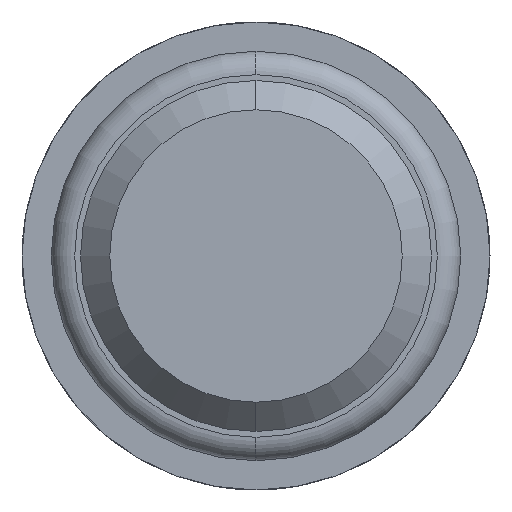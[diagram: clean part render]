
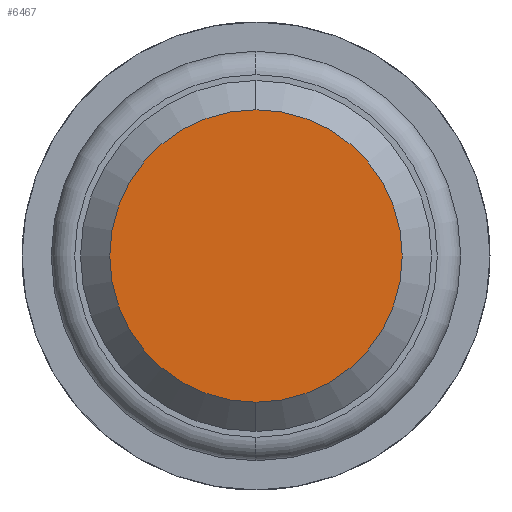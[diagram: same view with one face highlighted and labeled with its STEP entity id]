
A CAD part, front view. The second image highlights one B-rep face of the part: STEP entity #6467.
In plain terms, the highlighted planar face has unit normal (0, -1, 0).
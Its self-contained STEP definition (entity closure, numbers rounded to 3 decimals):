
#157 = EDGE_CURVE ( 'Defeature ausgef�hrt3_4+Defeature ausgef�hrt3_3+Defeature ausgef�hrt3_3+Defeature ausgef�hrt3_3', #2091, #1782, #6668, .T. ) ;
#344 = DIRECTION ( 'NONE',  ( 0., 0., 1. ) ) ;
#952 = CARTESIAN_POINT ( 'NONE',  ( 0., -34.6, -1.25 ) ) ;
#1230 = FACE_OUTER_BOUND ( 'NONE', #2595, .T. ) ;
#1782 = VERTEX_POINT ( 'NONE', #952 ) ;
#1806 = DIRECTION ( 'NONE',  ( 0., -1., 0. ) ) ;
#2091 = VERTEX_POINT ( 'NONE', #3538 ) ;
#2595 = EDGE_LOOP ( 'NONE', ( #3502, #6616 ) ) ;
#2729 = AXIS2_PLACEMENT_3D ( 'NONE', #3566, #1806, #4598 ) ;
#3122 = AXIS2_PLACEMENT_3D ( 'NONE', #5824, #3657, #344 ) ;
#3502 = ORIENTED_EDGE ( 'NONE', *, *, #157, .T. ) ;
#3538 = CARTESIAN_POINT ( 'NONE',  ( 0., -34.6, 1.25 ) ) ;
#3566 = CARTESIAN_POINT ( 'NONE',  ( 0., -34.6, 0. ) ) ;
#3657 = DIRECTION ( 'NONE',  ( 0., -1., 0. ) ) ;
#3917 = CARTESIAN_POINT ( 'NONE',  ( 0., -34.6, 0. ) ) ;
#4598 = DIRECTION ( 'NONE',  ( 0., 0., 1. ) ) ;
#5612 = DIRECTION ( 'NONE',  ( 0., 1., 0. ) ) ;
#5739 = EDGE_CURVE ( 'Defeature ausgef�hrt3_4+Defeature ausgef�hrt3_3+Defeature ausgef�hrt3_3+Defeature ausgef�hrt3_3', #1782, #2091, #6560, .T. ) ;
#5824 = CARTESIAN_POINT ( 'NONE',  ( 0., -34.6, 0. ) ) ;
#6363 = AXIS2_PLACEMENT_3D ( 'NONE', #3917, #5612, #7218 ) ;
#6467 = ADVANCED_FACE ( 'Defeature ausgef�hrt3_4', ( #1230 ), #7259, .F. ) ;
#6560 = CIRCLE ( 'NONE', #3122, 1.25 ) ;
#6616 = ORIENTED_EDGE ( 'NONE', *, *, #5739, .T. ) ;
#6668 = CIRCLE ( 'NONE', #2729, 1.25 ) ;
#7218 = DIRECTION ( 'NONE',  ( 0., 0., 1. ) ) ;
#7259 = PLANE ( 'NONE',  #6363 ) ;
